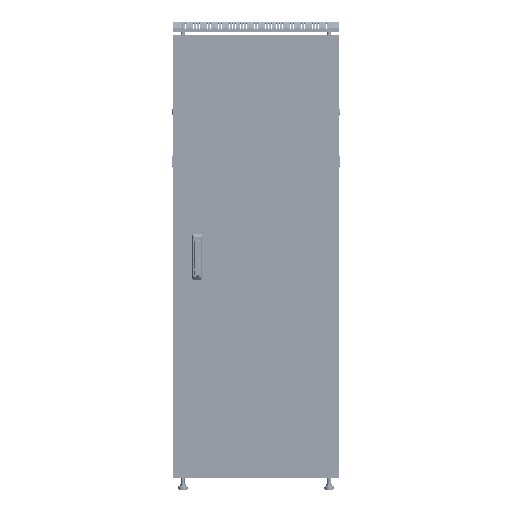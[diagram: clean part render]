
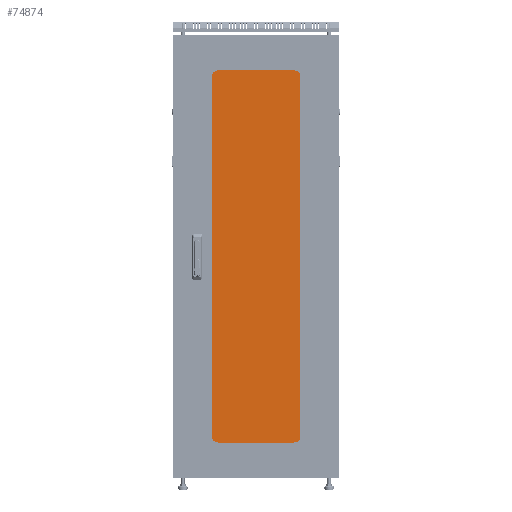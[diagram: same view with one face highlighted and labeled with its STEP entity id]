
A CAD part, top view. The second image highlights one B-rep face of the part: STEP entity #74874.
In plain terms, the highlighted planar face has unit normal (0, 0, 1).
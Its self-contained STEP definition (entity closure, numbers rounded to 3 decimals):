
#720 = CARTESIAN_POINT ( 'NONE',  ( 180., 749.075, 4. ) ) ;
#2522 = FACE_OUTER_BOUND ( 'NONE', #39184, .T. ) ;
#7356 = CARTESIAN_POINT ( 'NONE',  ( 180., -749.075, 4. ) ) ;
#7376 = PLANE ( 'NONE',  #66588 ) ;
#8645 = EDGE_CURVE ( 'NONE', #105805, #82054, #63380, .T. ) ;
#12476 = ORIENTED_EDGE ( 'NONE', *, *, #8645, .T. ) ;
#19477 = CARTESIAN_POINT ( 'NONE',  ( -180., -749.075, 4. ) ) ;
#20180 = ORIENTED_EDGE ( 'NONE', *, *, #37174, .T. ) ;
#24348 = LINE ( 'NONE', #46723, #37701 ) ;
#24803 = DIRECTION ( 'NONE',  ( 0., 0., 1. ) ) ;
#31117 = LINE ( 'NONE', #7356, #104427 ) ;
#32205 = DIRECTION ( 'NONE',  ( 1., 0., 0. ) ) ;
#34991 = ORIENTED_EDGE ( 'NONE', *, *, #83195, .T. ) ;
#37174 = EDGE_CURVE ( 'NONE', #95525, #87169, #31117, .T. ) ;
#37701 = VECTOR ( 'NONE', #90259, 1000. ) ;
#39184 = EDGE_LOOP ( 'NONE', ( #12476, #34991, #20180, #50668 ) ) ;
#40747 = VECTOR ( 'NONE', #54401, 1000. ) ;
#43145 = EDGE_CURVE ( 'NONE', #87169, #105805, #69356, .T. ) ;
#46723 = CARTESIAN_POINT ( 'NONE',  ( 180., -749.075, 4. ) ) ;
#50668 = ORIENTED_EDGE ( 'NONE', *, *, #43145, .T. ) ;
#54401 = DIRECTION ( 'NONE',  ( 0., -1., 0. ) ) ;
#54704 = VECTOR ( 'NONE', #60187, 1000. ) ;
#60187 = DIRECTION ( 'NONE',  ( -1., 0., 0. ) ) ;
#63380 = LINE ( 'NONE', #19477, #40747 ) ;
#66588 = AXIS2_PLACEMENT_3D ( 'NONE', #108899, #24803, #32205 ) ;
#69356 = LINE ( 'NONE', #720, #54704 ) ;
#74874 = ADVANCED_FACE ( 'NONE', ( #2522 ), #7376, .T. ) ;
#75352 = CARTESIAN_POINT ( 'NONE',  ( 180., 749.075, 4. ) ) ;
#82054 = VERTEX_POINT ( 'NONE', #91613 ) ;
#83195 = EDGE_CURVE ( 'NONE', #82054, #95525, #24348, .T. ) ;
#87169 = VERTEX_POINT ( 'NONE', #75352 ) ;
#90259 = DIRECTION ( 'NONE',  ( 1., 0., 0. ) ) ;
#91613 = CARTESIAN_POINT ( 'NONE',  ( -180., -749.075, 4. ) ) ;
#92157 = DIRECTION ( 'NONE',  ( 0., 1., 0. ) ) ;
#95525 = VERTEX_POINT ( 'NONE', #108271 ) ;
#104427 = VECTOR ( 'NONE', #92157, 1000. ) ;
#105805 = VERTEX_POINT ( 'NONE', #110253 ) ;
#108271 = CARTESIAN_POINT ( 'NONE',  ( 180., -749.075, 4. ) ) ;
#108899 = CARTESIAN_POINT ( 'NONE',  ( 0., 0., 4. ) ) ;
#110253 = CARTESIAN_POINT ( 'NONE',  ( -180., 749.075, 4. ) ) ;
